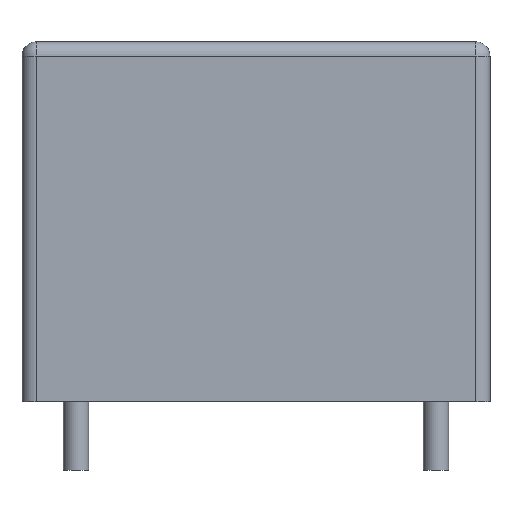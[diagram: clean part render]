
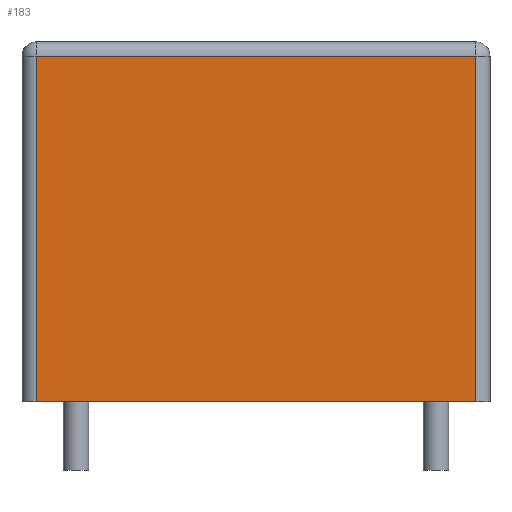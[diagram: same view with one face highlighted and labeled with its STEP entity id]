
A CAD part, front view. The second image highlights one B-rep face of the part: STEP entity #183.
In plain terms, the highlighted planar face has unit normal (0, -1, 0).
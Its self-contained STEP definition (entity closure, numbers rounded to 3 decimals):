
#12=DIRECTION('',(0.,0.,1.));
#26=VECTOR('',#12,1.);
#32=CARTESIAN_POINT('',(-1.5,-2.,0.));
#34=DIRECTION('',(0.,1.,0.));
#47=DIRECTION('',(1.,0.,0.));
#53=VERTEX_POINT('',#54);
#54=CARTESIAN_POINT('',(-1.1,-2.,0.));
#60=ORIENTED_EDGE('',*,*,#61,.T.);
#61=EDGE_CURVE('',#53,#62,#64,.T.);
#62=VERTEX_POINT('',#63);
#63=CARTESIAN_POINT('',(-1.1,-2.,9.6));
#64=LINE('',#54,#26);
#101=EDGE_CURVE('',#53,#102,#104,.T.);
#102=VERTEX_POINT('',#103);
#103=CARTESIAN_POINT('',(11.1,-2.,0.));
#104=LINE('',#32,#105);
#105=VECTOR('',#47,1.);
#183=ADVANCED_FACE('',(#184),#195,.F.);
#184=FACE_BOUND('',#185,.F.);
#185=EDGE_LOOP('',(#60,#186,#191,#194));
#186=ORIENTED_EDGE('',*,*,#187,.T.);
#187=EDGE_CURVE('',#62,#188,#190,.T.);
#188=VERTEX_POINT('',#189);
#189=CARTESIAN_POINT('',(11.1,-2.,9.6));
#190=LINE('',#63,#105);
#191=ORIENTED_EDGE('',*,*,#192,.F.);
#192=EDGE_CURVE('',#102,#188,#193,.T.);
#193=LINE('',#103,#26);
#194=ORIENTED_EDGE('',*,*,#101,.F.);
#195=PLANE('',#196);
#196=AXIS2_PLACEMENT_3D('',#32,#34,#12);
